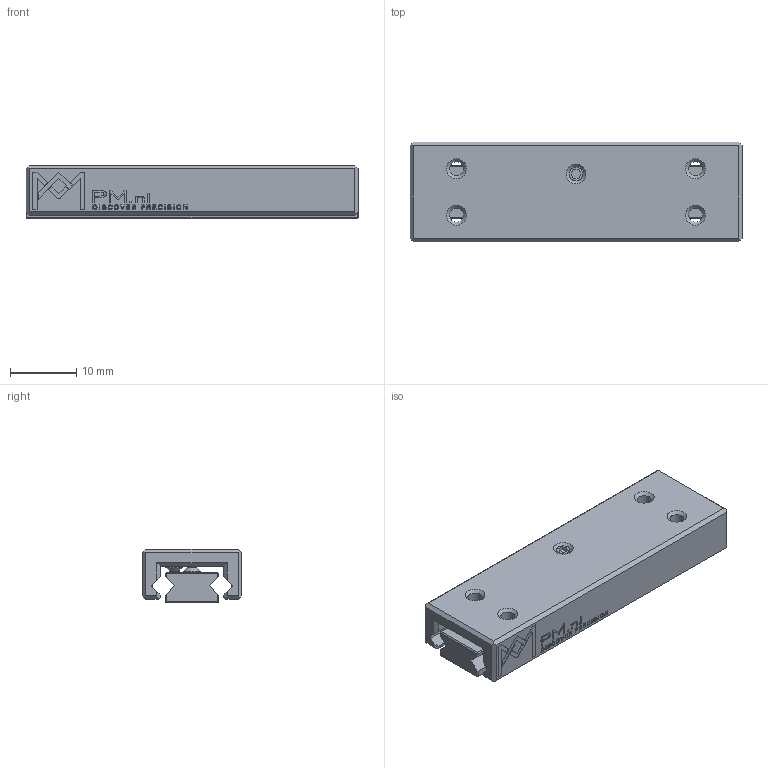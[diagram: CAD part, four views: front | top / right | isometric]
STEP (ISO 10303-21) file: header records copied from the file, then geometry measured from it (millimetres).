
FILE_DESCRIPTION(/* description */ (''),/* implementation_level */ '2;1');
FILE_NAME(/* name */ 'PMM 2-50.stp',/* time_stamp */ '2024-10-18T11:10:37+02:00',/* author */ (''),/* organization */ (''),/* preprocessor_version */ 'ST-DEVELOPER v16.7',/* originating_system */ 'SIEMENS PLM Software NX 12.0',/* authorisation */ '');
FILE_SCHEMA (('AUTOMOTIVE_DESIGN { 1 0 10303 214 3 1 1 1 }'));
Length unit declared in the file: millimetre
Products named in the file (1): 008294_A_3-Slide PMM 2-50 Assy_stp
Bounding box: 50 x 15 x 8 mm (x, y, z)
Volume: 4533.5 mm3; surface area: 4466.9 mm2
Topology: 4 solids, 4 shells, 702 faces, 1864 edges, 1234 vertices
Faces by surface type: plane 490, bspline 180, cone 20, cylinder 12
Full cylindrical faces by diameter (mm): 2.135 x8, 2.5 x2
Entity records: 26333 total; most frequent: CARTESIAN_POINT 6235, ORIENTED_EDGE 3648, DIRECTION 2558, EDGE_CURVE 1824, LINE 1416, VECTOR 1416, VERTEX_POINT 1224, EDGE_LOOP 812
